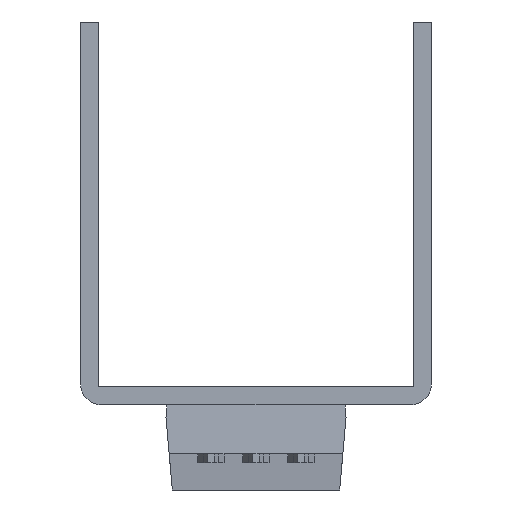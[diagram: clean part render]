
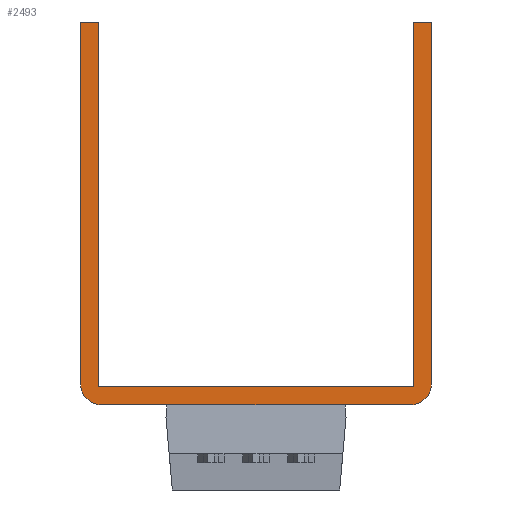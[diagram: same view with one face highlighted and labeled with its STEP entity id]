
A CAD part, front view. The second image highlights one B-rep face of the part: STEP entity #2493.
In plain terms, the highlighted planar face has unit normal (0, -1, 0).
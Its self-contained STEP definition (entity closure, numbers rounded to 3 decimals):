
#118=PLANE('',#2671);
#249=FACE_OUTER_BOUND('',#386,.T.);
#386=EDGE_LOOP('',(#2208,#2209,#2210,#2211,#2212,#2213,#2214,#2215,#2216,
#2217));
#568=LINE('',#3704,#891);
#583=LINE('',#3734,#906);
#597=LINE('',#3763,#920);
#610=LINE('',#3786,#933);
#700=LINE('',#3993,#1023);
#713=LINE('',#4009,#1036);
#717=LINE('',#4016,#1040);
#719=LINE('',#4019,#1042);
#891=VECTOR('',#3011,1000.);
#906=VECTOR('',#3036,1000.);
#920=VECTOR('',#3060,1000.);
#933=VECTOR('',#3075,1000.);
#1023=VECTOR('',#3245,1000.);
#1036=VECTOR('',#3260,1000.);
#1040=VECTOR('',#3266,1000.);
#1042=VECTOR('',#3270,1000.);
#1078=CIRCLE('',#2610,1.2);
#1092=CIRCLE('',#2665,1.2);
#1197=VERTEX_POINT('',#3670);
#1198=VERTEX_POINT('',#3672);
#1208=VERTEX_POINT('',#3701);
#1218=VERTEX_POINT('',#3731);
#1228=VERTEX_POINT('',#3762);
#1237=VERTEX_POINT('',#3785);
#1313=VERTEX_POINT('',#3987);
#1314=VERTEX_POINT('',#3989);
#1316=VERTEX_POINT('',#4008);
#1318=VERTEX_POINT('',#4013);
#1470=EDGE_CURVE('',#1197,#1198,#1078,.T.);
#1486=EDGE_CURVE('',#1208,#1198,#568,.T.);
#1501=EDGE_CURVE('',#1218,#1208,#583,.T.);
#1515=EDGE_CURVE('',#1218,#1228,#597,.T.);
#1528=EDGE_CURVE('',#1237,#1228,#610,.T.);
#1630=EDGE_CURVE('',#1314,#1313,#1092,.T.);
#1632=EDGE_CURVE('',#1197,#1314,#700,.T.);
#1645=EDGE_CURVE('',#1316,#1237,#713,.T.);
#1649=EDGE_CURVE('',#1316,#1318,#717,.T.);
#1651=EDGE_CURVE('',#1318,#1313,#719,.T.);
#2208=ORIENTED_EDGE('',*,*,#1630,.T.);
#2209=ORIENTED_EDGE('',*,*,#1651,.F.);
#2210=ORIENTED_EDGE('',*,*,#1649,.F.);
#2211=ORIENTED_EDGE('',*,*,#1645,.T.);
#2212=ORIENTED_EDGE('',*,*,#1528,.T.);
#2213=ORIENTED_EDGE('',*,*,#1515,.F.);
#2214=ORIENTED_EDGE('',*,*,#1501,.T.);
#2215=ORIENTED_EDGE('',*,*,#1486,.T.);
#2216=ORIENTED_EDGE('',*,*,#1470,.F.);
#2217=ORIENTED_EDGE('',*,*,#1632,.T.);
#2493=ADVANCED_FACE('',(#249),#118,.F.);
#2610=AXIS2_PLACEMENT_3D('',#3673,#2984,#2985);
#2665=AXIS2_PLACEMENT_3D('',#3990,#3240,#3241);
#2671=AXIS2_PLACEMENT_3D('',#4021,#3273,#3274);
#2984=DIRECTION('center_axis',(0.,1.,0.));
#2985=DIRECTION('ref_axis',(0.,0.,1.));
#3011=DIRECTION('',(0.,0.,-1.));
#3036=DIRECTION('',(-1.,0.,0.));
#3060=DIRECTION('',(0.,0.,-1.));
#3075=DIRECTION('',(-1.,0.,0.));
#3240=DIRECTION('center_axis',(0.,-1.,0.));
#3241=DIRECTION('ref_axis',(0.,0.,1.));
#3245=DIRECTION('',(1.,0.,0.));
#3260=DIRECTION('',(0.,0.,-1.));
#3266=DIRECTION('',(1.,0.,0.));
#3270=DIRECTION('',(0.,0.,-1.));
#3273=DIRECTION('center_axis',(0.,1.,0.));
#3274=DIRECTION('ref_axis',(0.,0.,1.));
#3670=CARTESIAN_POINT('',(-8.705,0.,-12.7));
#3672=CARTESIAN_POINT('',(-9.905,0.,-11.5));
#3673=CARTESIAN_POINT('Origin',(-8.705,0.,-11.5));
#3701=CARTESIAN_POINT('',(-9.905,0.,8.9));
#3704=CARTESIAN_POINT('',(-9.905,0.,0.));
#3731=CARTESIAN_POINT('',(-8.885,0.,8.9));
#3734=CARTESIAN_POINT('',(0.,0.,8.9));
#3762=CARTESIAN_POINT('',(-8.885,0.,-11.68));
#3763=CARTESIAN_POINT('',(-8.885,0.,0.));
#3785=CARTESIAN_POINT('',(8.885,0.,-11.68));
#3786=CARTESIAN_POINT('',(0.,0.,-11.68));
#3987=CARTESIAN_POINT('',(9.905,0.,-11.5));
#3989=CARTESIAN_POINT('',(8.705,0.,-12.7));
#3990=CARTESIAN_POINT('Origin',(8.705,0.,-11.5));
#3993=CARTESIAN_POINT('',(0.,0.,-12.7));
#4008=CARTESIAN_POINT('',(8.885,0.,8.9));
#4009=CARTESIAN_POINT('',(8.885,0.,0.));
#4013=CARTESIAN_POINT('',(9.905,0.,8.9));
#4016=CARTESIAN_POINT('',(0.,0.,8.9));
#4019=CARTESIAN_POINT('',(9.905,0.,0.));
#4021=CARTESIAN_POINT('Origin',(0.,0.,0.));
